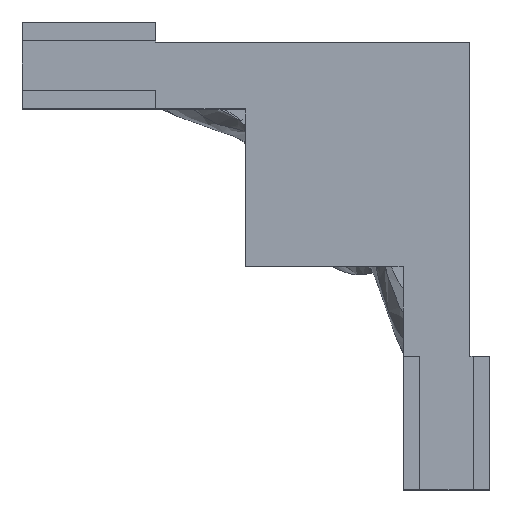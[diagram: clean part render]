
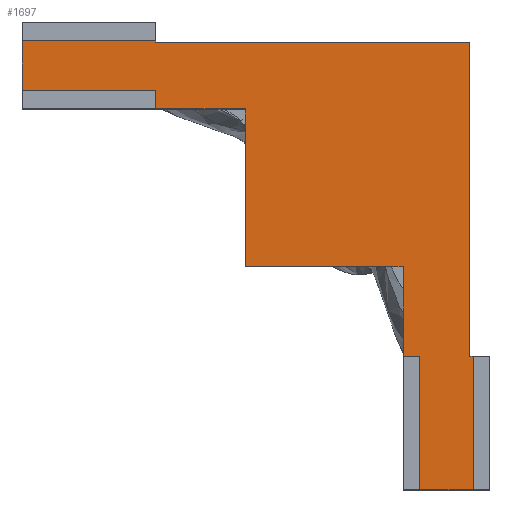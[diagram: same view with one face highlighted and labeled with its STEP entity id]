
A CAD part, top view. The second image highlights one B-rep face of the part: STEP entity #1697.
In plain terms, the highlighted planar face has unit normal (0, 0, 1).
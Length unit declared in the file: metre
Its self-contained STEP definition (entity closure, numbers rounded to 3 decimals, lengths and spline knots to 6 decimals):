
#100=LINE('',#2171,#182);
#107=LINE('',#2186,#189);
#114=LINE('',#2202,#196);
#123=LINE('',#2221,#205);
#126=LINE('',#2227,#208);
#134=LINE('',#2243,#216);
#149=LINE('',#2403,#231);
#150=LINE('',#2405,#232);
#151=LINE('',#2406,#233);
#152=LINE('',#2408,#234);
#153=LINE('',#2410,#235);
#154=LINE('',#2411,#236);
#155=LINE('',#2412,#237);
#156=LINE('',#2413,#238);
#157=LINE('',#2415,#239);
#158=LINE('',#2416,#240);
#182=VECTOR('',#1869,1.);
#189=VECTOR('',#1880,1.);
#196=VECTOR('',#1889,1.);
#205=VECTOR('',#1902,1.);
#208=VECTOR('',#1907,1.);
#216=VECTOR('',#1917,1.);
#231=VECTOR('',#1936,1.);
#232=VECTOR('',#1939,1.);
#233=VECTOR('',#1940,1.);
#234=VECTOR('',#1941,1.);
#235=VECTOR('',#1942,1.);
#236=VECTOR('',#1943,1.);
#237=VECTOR('',#1944,1.);
#238=VECTOR('',#1945,1.);
#239=VECTOR('',#1946,1.);
#240=VECTOR('',#1947,1.);
#372=ORIENTED_EDGE('',*,*,#865,.T.);
#373=ORIENTED_EDGE('',*,*,#898,.T.);
#374=ORIENTED_EDGE('',*,*,#831,.T.);
#375=ORIENTED_EDGE('',*,*,#897,.T.);
#376=ORIENTED_EDGE('',*,*,#899,.T.);
#377=ORIENTED_EDGE('',*,*,#900,.T.);
#378=ORIENTED_EDGE('',*,*,#901,.T.);
#379=ORIENTED_EDGE('',*,*,#854,.F.);
#380=ORIENTED_EDGE('',*,*,#902,.F.);
#381=ORIENTED_EDGE('',*,*,#857,.T.);
#382=ORIENTED_EDGE('',*,*,#903,.T.);
#383=ORIENTED_EDGE('',*,*,#845,.F.);
#384=ORIENTED_EDGE('',*,*,#904,.F.);
#385=ORIENTED_EDGE('',*,*,#905,.F.);
#386=ORIENTED_EDGE('',*,*,#838,.T.);
#387=ORIENTED_EDGE('',*,*,#906,.F.);
#831=EDGE_CURVE('',#1100,#1101,#100,.T.);
#838=EDGE_CURVE('',#1106,#1107,#107,.T.);
#845=EDGE_CURVE('',#1113,#1114,#114,.T.);
#854=EDGE_CURVE('',#1120,#1122,#123,.T.);
#857=EDGE_CURVE('',#1124,#1125,#126,.T.);
#865=EDGE_CURVE('',#1131,#1130,#134,.T.);
#897=EDGE_CURVE('',#1101,#1156,#149,.T.);
#898=EDGE_CURVE('',#1130,#1100,#150,.T.);
#899=EDGE_CURVE('',#1156,#1157,#151,.T.);
#900=EDGE_CURVE('',#1157,#1158,#152,.T.);
#901=EDGE_CURVE('',#1158,#1122,#153,.T.);
#902=EDGE_CURVE('',#1124,#1120,#154,.T.);
#903=EDGE_CURVE('',#1125,#1114,#155,.T.);
#904=EDGE_CURVE('',#1159,#1113,#156,.T.);
#905=EDGE_CURVE('',#1106,#1159,#157,.T.);
#906=EDGE_CURVE('',#1131,#1107,#158,.T.);
#1100=VERTEX_POINT('',#2172);
#1101=VERTEX_POINT('',#2173);
#1106=VERTEX_POINT('',#2187);
#1107=VERTEX_POINT('',#2188);
#1113=VERTEX_POINT('',#2201);
#1114=VERTEX_POINT('',#2203);
#1120=VERTEX_POINT('',#2219);
#1122=VERTEX_POINT('',#2222);
#1124=VERTEX_POINT('',#2228);
#1125=VERTEX_POINT('',#2229);
#1130=VERTEX_POINT('',#2242);
#1131=VERTEX_POINT('',#2244);
#1156=VERTEX_POINT('',#2402);
#1157=VERTEX_POINT('',#2407);
#1158=VERTEX_POINT('',#2409);
#1159=VERTEX_POINT('',#2414);
#1444=EDGE_LOOP('',(#372,#373,#374,#375,#376,#377,#378,#379,#380,#381,#382,
#383,#384,#385,#386,#387));
#1553=FACE_BOUND('',#1444,.T.);
#1662=PLANE('',#1819);
#1697=ADVANCED_FACE('',(#1553),#1662,.F.);
#1819=AXIS2_PLACEMENT_3D('',#2404,#1937,#1938);
#1869=DIRECTION('',(0.,-1.,0.));
#1880=DIRECTION('',(0.,1.,0.));
#1889=DIRECTION('',(1.,0.,0.));
#1902=DIRECTION('',(-1.,0.,0.));
#1907=DIRECTION('',(1.,0.,0.));
#1917=DIRECTION('',(0.,-1.,0.));
#1936=DIRECTION('',(1.,0.,0.));
#1937=DIRECTION('',(0.,0.,-1.));
#1938=DIRECTION('',(0.,1.,0.));
#1939=DIRECTION('',(1.,0.,0.));
#1940=DIRECTION('',(0.,-1.,0.));
#1941=DIRECTION('',(1.,0.,0.));
#1942=DIRECTION('',(0.,-1.,0.));
#1943=DIRECTION('',(0.,1.,0.));
#1944=DIRECTION('',(0.,1.,0.));
#1945=DIRECTION('',(0.,-1.,0.));
#1946=DIRECTION('',(1.,0.,0.));
#1947=DIRECTION('',(1.,0.,0.));
#2171=CARTESIAN_POINT('',(0.257021,0.25,0.));
#2172=CARTESIAN_POINT('',(0.257021,0.2513,0.));
#2173=CARTESIAN_POINT('',(0.257021,0.2485,0.));
#2186=CARTESIAN_POINT('',(0.257021,0.255,0.));
#2187=CARTESIAN_POINT('',(0.257021,0.2585,0.));
#2188=CARTESIAN_POINT('',(0.257021,0.2587,0.));
#2201=CARTESIAN_POINT('',(0.304,0.211521,0.));
#2202=CARTESIAN_POINT('',(0.3005,0.211521,0.));
#2203=CARTESIAN_POINT('',(0.3045,0.211521,0.));
#2219=CARTESIAN_POINT('',(0.2965,0.211521,0.));
#2221=CARTESIAN_POINT('',(0.2955,0.211521,0.));
#2222=CARTESIAN_POINT('',(0.294,0.211521,0.));
#2227=CARTESIAN_POINT('',(0.3055,0.191521,0.));
#2228=CARTESIAN_POINT('',(0.2965,0.191521,0.));
#2229=CARTESIAN_POINT('',(0.3045,0.191521,0.));
#2242=CARTESIAN_POINT('',(0.237021,0.2513,0.));
#2243=CARTESIAN_POINT('',(0.237021,0.255,0.));
#2244=CARTESIAN_POINT('',(0.237021,0.2587,0.));
#2402=CARTESIAN_POINT('',(0.270393,0.2485,0.));
#2403=CARTESIAN_POINT('',(0.272011,0.2485,0.));
#2404=CARTESIAN_POINT('',(0.272011,0.226511,0.));
#2405=CARTESIAN_POINT('',(0.247021,0.2513,0.));
#2406=CARTESIAN_POINT('',(0.270393,0.226511,0.));
#2407=CARTESIAN_POINT('',(0.270393,0.224893,0.));
#2408=CARTESIAN_POINT('',(0.272011,0.224893,0.));
#2409=CARTESIAN_POINT('',(0.294,0.224893,0.));
#2410=CARTESIAN_POINT('',(0.294,0.226511,0.));
#2411=CARTESIAN_POINT('',(0.2965,0.201521,0.));
#2412=CARTESIAN_POINT('',(0.3045,0.201521,0.));
#2413=CARTESIAN_POINT('',(0.304,0.235011,0.));
#2414=CARTESIAN_POINT('',(0.304,0.2585,0.));
#2415=CARTESIAN_POINT('',(0.280511,0.2585,0.));
#2416=CARTESIAN_POINT('',(0.247021,0.2587,0.));
